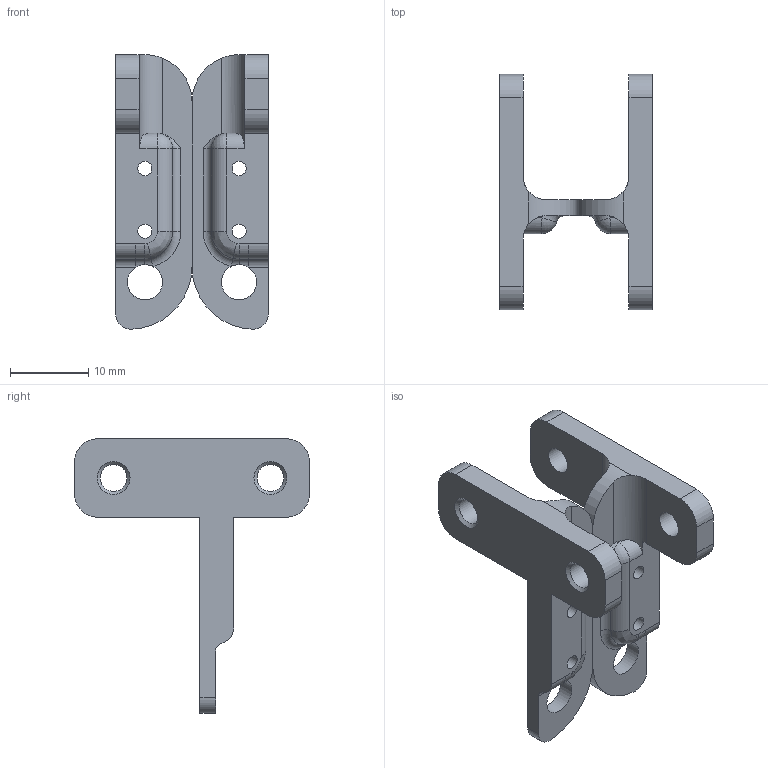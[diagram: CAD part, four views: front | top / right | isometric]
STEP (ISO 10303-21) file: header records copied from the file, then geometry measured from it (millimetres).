
FILE_DESCRIPTION(/* description */ (''),/* implementation_level */ '2;1');
FILE_NAME(/* name */ 'Servo Horn v8.step',/* time_stamp */ '2024-07-03T11:49:21-04:00',/* author */ (''),/* organization */ (''),/* preprocessor_version */ 'ST-DEVELOPER v20',/* originating_system */ 'Autodesk Translation Framework v13.14.0.145',/* authorisation */ '');
FILE_SCHEMA (('AUTOMOTIVE_DESIGN { 1 0 10303 214 3 1 1 }'));
Length unit declared in the file: millimetre
Products named in the file (3): Servo Horn; Component1; Component1(Mirror)
Assembly tree (2 placements, depth 2):
  Servo Horn
    Component1
    Component1(Mirror)
Bounding box: 19.5 x 30 x 34.99 mm (x, y, z)
Volume: 3261.4 mm3; surface area: 3189.5 mm2
Topology: 2 solids, 2 shells, 84 faces, 224 edges, 142 vertices
Faces by surface type: cylinder 42, plane 26, torus 6, cone 4, bspline 4, sphere 2
Full cylindrical faces by diameter (mm): 1.8 x4, 3.4 x4, 4.5 x2
Entity records: 2916 total; most frequent: CARTESIAN_POINT 667, DIRECTION 468, ORIENTED_EDGE 448, EDGE_CURVE 224, AXIS2_PLACEMENT_3D 181, VERTEX_POINT 142, LINE 106, VECTOR 106
